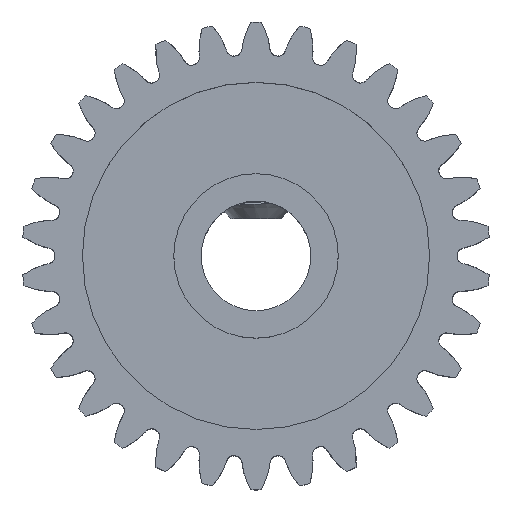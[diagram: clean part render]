
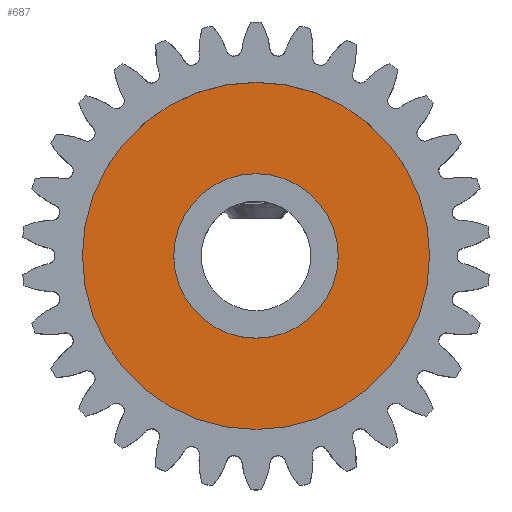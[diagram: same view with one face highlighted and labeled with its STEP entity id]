
A CAD part, top view. The second image highlights one B-rep face of the part: STEP entity #687.
In plain terms, the highlighted planar face has unit normal (0, 0, 1).
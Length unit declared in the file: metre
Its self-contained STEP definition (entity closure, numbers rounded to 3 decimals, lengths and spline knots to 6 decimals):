
#687 = ADVANCED_FACE( 'NONE', ( #1476, #1477 ), #1478, .T. );
#1476 = FACE_OUTER_BOUND( '', #2826, .T. );
#1477 = FACE_BOUND( '', #2827, .T. );
#1478 = PLANE( '', #2828 );
#2826 = EDGE_LOOP( '', ( #5943 ) );
#2827 = EDGE_LOOP( '', ( #5944 ) );
#2828 = AXIS2_PLACEMENT_3D( '', #5945, #5946, #5947 );
#5943 = ORIENTED_EDGE( '', *, *, #8727, .T. );
#5944 = ORIENTED_EDGE( '', *, *, #8931, .F. );
#5945 = CARTESIAN_POINT( '', ( 0., 0., 0.003 ) );
#5946 = DIRECTION( '', ( 0., 0., 1. ) );
#5947 = DIRECTION( '', ( 1., 0., 0. ) );
#8727 = EDGE_CURVE( 'NONE', #10283, #10283, #10284, .T. );
#8931 = EDGE_CURVE( 'NONE', #10592, #10592, #10593, .T. );
#10283 = VERTEX_POINT( '', #13971 );
#10284 = CIRCLE( '', #13972, 0.0095 );
#10592 = VERTEX_POINT( '', #14858 );
#10593 = CIRCLE( '', #14859, 0.0045 );
#13971 = CARTESIAN_POINT( '', ( 0.0095, 0., 0.003 ) );
#13972 = AXIS2_PLACEMENT_3D( '', #17449, #17450, #17451 );
#14858 = CARTESIAN_POINT( '', ( 0.0045, 0., 0.003 ) );
#14859 = AXIS2_PLACEMENT_3D( '', #17620, #17621, #17622 );
#17449 = CARTESIAN_POINT( '', ( 0., 0., 0.003 ) );
#17450 = DIRECTION( '', ( 0., 0., 1. ) );
#17451 = DIRECTION( '', ( 1., 0., 0. ) );
#17620 = CARTESIAN_POINT( '', ( 0., 0., 0.003 ) );
#17621 = DIRECTION( '', ( 0., 0., 1. ) );
#17622 = DIRECTION( '', ( 1., 0., 0. ) );
